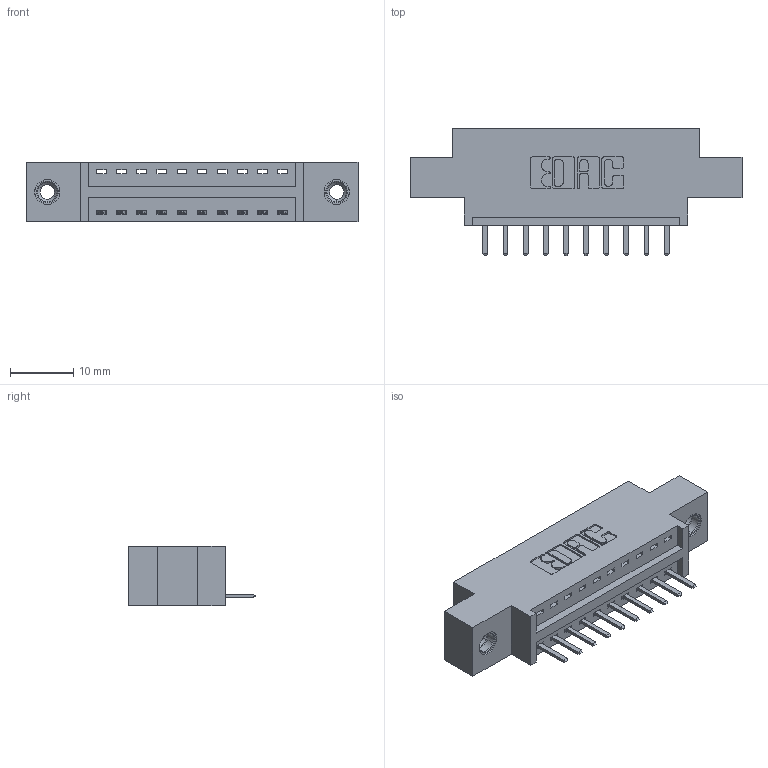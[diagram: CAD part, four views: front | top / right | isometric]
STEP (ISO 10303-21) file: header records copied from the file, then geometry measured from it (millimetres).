
FILE_DESCRIPTION (( 'STEP AP203' ), '1' );
FILE_NAME ('396-010-520-608.STEP', '2019-10-26T14:09:35', ( '' ), ( '' ), 'SwSTEP 2.0', 'SolidWorks 2016', '' );
FILE_SCHEMA (( 'CONFIG_CONTROL_DESIGN' ));
Length unit declared in the file: inch
Products named in the file (4): 345-292-001_345-293-120; 346 Part_0.170 Offset - 0.156 Dia-TI; 345-250-001_345-250-003-102; 396-010-520-608
Assembly tree (13 placements, depth 2):
  396-010-520-608
    346 Part_0.170 Offset - 0.156 Dia-TI
    345-292-001_345-293-120  x10
    345-250-001_345-250-003-102  x2
Bounding box: 52.32 x 20.02 x 9.4 mm (x, y, z)
Volume: 4598.2 mm3; surface area: 5487.9 mm2
Topology: 13 solids, 13 shells, 806 faces, 2317 edges, 1510 vertices
Faces by surface type: plane 532, cylinder 258, cone 12, torus 4
Entity records: 11946 total; most frequent: CARTESIAN_POINT 2053, ORIENTED_EDGE 1978, DIRECTION 1863, EDGE_CURVE 989, LINE 793, VECTOR 793, VERTEX_POINT 652, AXIS2_PLACEMENT_3D 535
